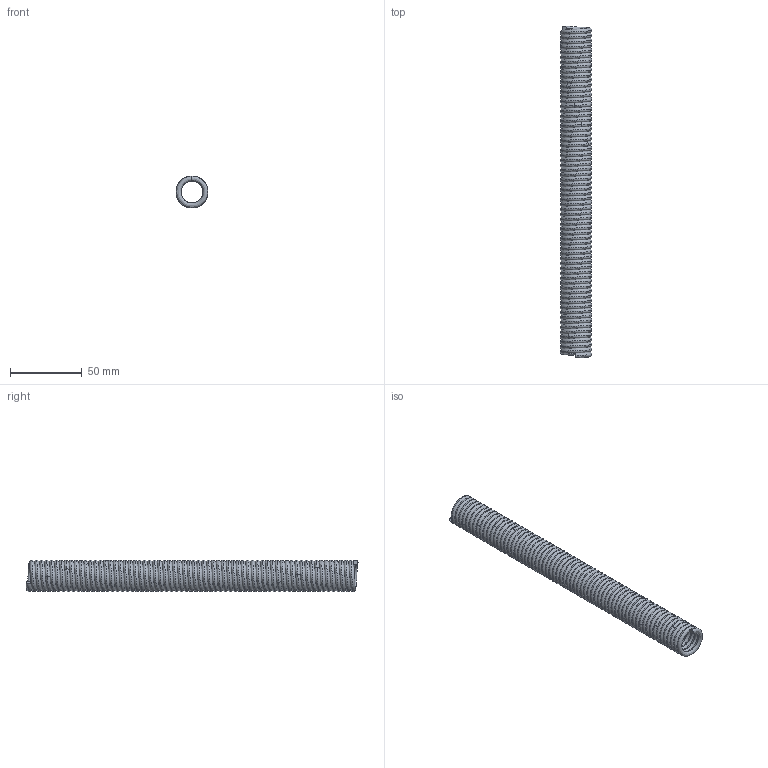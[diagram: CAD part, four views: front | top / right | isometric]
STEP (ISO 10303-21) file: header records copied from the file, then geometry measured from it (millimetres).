
FILE_DESCRIPTION(/* description */ (''),/* implementation_level */ '2;1');
FILE_NAME(/* name */ 'GE-17063_8.stp',/* time_stamp */ '2017-01-08T13:24:34-05:00',/* author */ ('jeff1'),/* organization */ (''),/* preprocessor_version */ 'ST-DEVELOPER v16.5',/* originating_system */ 'Autodesk Inventor 2017',/* authorisation */ '');
FILE_SCHEMA (('AUTOMOTIVE_DESIGN { 1 0 10303 214 3 1 1 }'));
Length unit declared in the file: inch
Products named in the file (1): GE-17063_8
Bounding box: 22.22 x 232.02 x 22.22 mm (x, y, z)
Volume: 36150 mm3; surface area: 42330.7 mm2
Topology: 1 solids, 1 shells, 36 faces, 70 edges, 36 vertices
Faces by surface type: bspline 34, plane 2
Entity records: 13646 total; most frequent: CARTESIAN_POINT 13141, ORIENTED_EDGE 140, B_SPLINE_CURVE_WITH_KNOTS 70, EDGE_CURVE 70, FACE_OUTER_BOUND 36, EDGE_LOOP 36, VERTEX_POINT 36, ADVANCED_FACE 36
